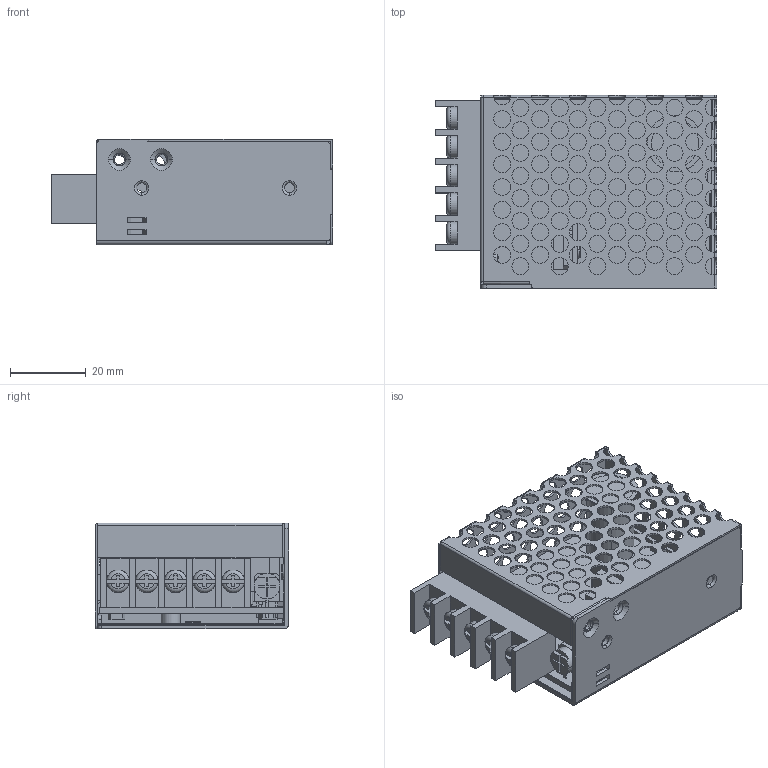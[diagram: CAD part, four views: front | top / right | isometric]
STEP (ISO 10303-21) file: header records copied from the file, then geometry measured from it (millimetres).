
FILE_DESCRIPTION(('Creo Elements/Direct Modeling STEP Export'),'2;1');
FILE_NAME('RS-15-20220211.stp','2022-02-11T15:39:05',(''),(''),'PTC Creo Elements/Direct Modeling STEP processor for AP214 (Solid Model)','PTC Creo Elements/Direct Modeling 19.0A 04-Oct-2014 (C) Parametric Technology GmbH','');
FILE_SCHEMA(('AUTOMOTIVE_DESIGN { 1 0 10303 214 1 1 1 1 }'));
Length unit declared in the file: millimetre
Products named in the file (34): p2; M3-10L脸W.1.1.1; a2; p1.1; 971B; CASE; C5; PCB; MOS15.5x10.1.1.1.1; RS-15; BODY.ASM; EXTRUDED-65120.PRT; 1083131456.ASM; SPHERE-65684.PRT; EXTRUDED-55033.PRT; 664878816.ASM; EXTRUDED-64743.PRT; EXTRUDED-64743.PRT.1; 1083131616.ASM; EXTRUDED-64371.PRT; 1083131776.ASM; CYLINDER-65492.PRT; 664878664.ASM; DESIGNATOR40-54958.ASM; EXTRUDED-63227.PRT; EXTRUDED-63833.PRT; EXTRUDED-63833.PRT.1; EXTRUDED-63833.PRT.1.1; BODY_860819292.ASM; 1ARB; 1EE6EO38-05; PART
Assembly tree (33 placements, depth 6):
  RS-15
    PART
      p2
      1EE6EO38-05
      1ARB
        BODY_860819292.ASM
          EXTRUDED-63833.PRT.1.1
          EXTRUDED-63833.PRT.1
          EXTRUDED-63833.PRT
          EXTRUDED-63227.PRT
        DESIGNATOR40-54958.ASM
          664878664.ASM
            CYLINDER-65492.PRT
          1083131776.ASM
            EXTRUDED-64371.PRT
          1083131616.ASM
            EXTRUDED-64743.PRT.1
            EXTRUDED-64743.PRT
          664878816.ASM
            EXTRUDED-55033.PRT
            SPHERE-65684.PRT
          1083131456.ASM
            EXTRUDED-65120.PRT
          BODY.ASM
      RS-15
      MOS15.5x10.1.1.1.1
      PCB
      C5
    CASE
      971B
      p1.1
      a2
        M3-10L脸W.1.1.1
        p2
Bounding box: 74.56 x 51.1 x 28 mm (x, y, z)
Volume: 22676.9 mm3; surface area: 42016.1 mm2
Topology: 20 solids, 20 shells, 961 faces, 2652 edges, 1712 vertices
Faces by surface type: cylinder 460, plane 429, torus 38, bspline 28, cone 4, sphere 2
Entity records: 33895 total; most frequent: CARTESIAN_POINT 9089, ORIENTED_EDGE 5300, DIRECTION 4462, EDGE_CURVE 2650, VERTEX_POINT 1715, AXIS2_PLACEMENT_3D 1492, VECTOR 1478, LINE 1478
